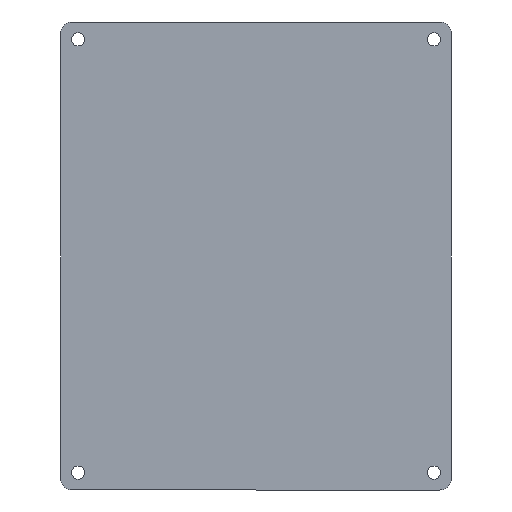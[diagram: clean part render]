
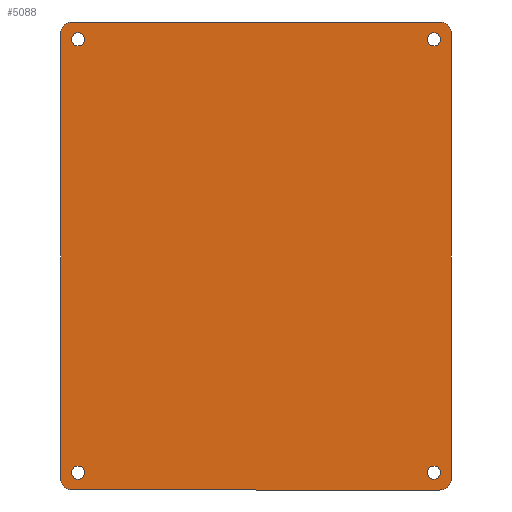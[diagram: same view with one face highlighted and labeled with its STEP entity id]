
A CAD part, top view. The second image highlights one B-rep face of the part: STEP entity #5088.
In plain terms, the highlighted planar face has unit normal (0, 0, 1).
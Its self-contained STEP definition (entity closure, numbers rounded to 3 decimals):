
#69 = CIRCLE ( 'NONE', #6822, 3. ) ;
#89 = CIRCLE ( 'NONE', #5558, 1.7 ) ;
#174 = ORIENTED_EDGE ( 'NONE', *, *, #5768, .F. ) ;
#296 = DIRECTION ( 'NONE',  ( 0., 0., 1. ) ) ;
#369 = CARTESIAN_POINT ( 'NONE',  ( 53.113, 47.34, 0. ) ) ;
#374 = VERTEX_POINT ( 'NONE', #448 ) ;
#395 = VERTEX_POINT ( 'NONE', #3720 ) ;
#410 = DIRECTION ( 'NONE',  ( 1., 0., 0. ) ) ;
#435 = VERTEX_POINT ( 'NONE', #4041 ) ;
#448 = CARTESIAN_POINT ( 'NONE',  ( 49.913, 45.84, 0. ) ) ;
#585 = ORIENTED_EDGE ( 'NONE', *, *, #5330, .F. ) ;
#818 = ORIENTED_EDGE ( 'NONE', *, *, #2449, .T. ) ;
#902 = CIRCLE ( 'NONE', #4963, 3. ) ;
#914 = CARTESIAN_POINT ( 'NONE',  ( 56.113, 47.34, 0. ) ) ;
#915 = EDGE_CURVE ( 'NONE', #395, #975, #4135, .T. ) ;
#952 = CARTESIAN_POINT ( 'NONE',  ( 0., 0., 0. ) ) ;
#975 = VERTEX_POINT ( 'NONE', #6629 ) ;
#1074 = VERTEX_POINT ( 'NONE', #3060 ) ;
#1152 = DIRECTION ( 'NONE',  ( 0., 0., 1. ) ) ;
#1191 = AXIS2_PLACEMENT_3D ( 'NONE', #4482, #3393, #4964 ) ;
#1205 = VERTEX_POINT ( 'NONE', #2653 ) ;
#1242 = CIRCLE ( 'NONE', #6472, 1.7 ) ;
#1300 = LINE ( 'NONE', #4140, #2592 ) ;
#1329 = DIRECTION ( 'NONE',  ( 0., 0., 1. ) ) ;
#1394 = DIRECTION ( 'NONE',  ( 0., 0., 1. ) ) ;
#1718 = VERTEX_POINT ( 'NONE', #2639 ) ;
#1728 = AXIS2_PLACEMENT_3D ( 'NONE', #1910, #4561, #4525 ) ;
#1748 = DIRECTION ( 'NONE',  ( 1., 0., 0. ) ) ;
#1755 = ORIENTED_EDGE ( 'NONE', *, *, #2795, .T. ) ;
#1781 = CARTESIAN_POINT ( 'NONE',  ( 53.113, 50.34, 0. ) ) ;
#1797 = CARTESIAN_POINT ( 'NONE',  ( -38.687, 45.84, 0. ) ) ;
#1862 = DIRECTION ( 'NONE',  ( 1., 0., 0. ) ) ;
#1910 = CARTESIAN_POINT ( 'NONE',  ( -41.887, 47.34, 0. ) ) ;
#1917 = CARTESIAN_POINT ( 'NONE',  ( 56.113, 50.34, 0. ) ) ;
#2027 = DIRECTION ( 'NONE',  ( 0., 0., 1. ) ) ;
#2088 = CARTESIAN_POINT ( 'NONE',  ( -44.887, 50.34, 0. ) ) ;
#2126 = AXIS2_PLACEMENT_3D ( 'NONE', #6280, #3518, #5733 ) ;
#2172 = CIRCLE ( 'NONE', #3106, 1.7 ) ;
#2236 = EDGE_LOOP ( 'NONE', ( #818, #1755, #6447, #2625, #4846, #4995, #6595, #3243 ) ) ;
#2430 = DIRECTION ( 'NONE',  ( 1., 0., 0. ) ) ;
#2449 = EDGE_CURVE ( 'NONE', #1205, #5815, #1300, .T. ) ;
#2559 = CARTESIAN_POINT ( 'NONE',  ( -44.887, 50.34, 0. ) ) ;
#2582 = DIRECTION ( 'NONE',  ( 0., 0., 1. ) ) ;
#2592 = VECTOR ( 'NONE', #2430, 1000. ) ;
#2603 = DIRECTION ( 'NONE',  ( 1., 0., 0. ) ) ;
#2625 = ORIENTED_EDGE ( 'NONE', *, *, #5632, .T. ) ;
#2629 = VERTEX_POINT ( 'NONE', #5732 ) ;
#2639 = CARTESIAN_POINT ( 'NONE',  ( -44.887, 47.34, 0. ) ) ;
#2653 = CARTESIAN_POINT ( 'NONE',  ( -41.887, -70.66, 0. ) ) ;
#2669 = EDGE_CURVE ( 'NONE', #2629, #6502, #5226, .T. ) ;
#2684 = CARTESIAN_POINT ( 'NONE',  ( 51.613, -66.16, 0. ) ) ;
#2720 = EDGE_LOOP ( 'NONE', ( #4868, #6359 ) ) ;
#2790 = CARTESIAN_POINT ( 'NONE',  ( 53.113, -70.66, 0. ) ) ;
#2795 = EDGE_CURVE ( 'NONE', #5815, #2629, #6538, .T. ) ;
#2844 = VERTEX_POINT ( 'NONE', #1797 ) ;
#3060 = CARTESIAN_POINT ( 'NONE',  ( -42.087, 45.84, 0. ) ) ;
#3106 = AXIS2_PLACEMENT_3D ( 'NONE', #3132, #296, #4153 ) ;
#3132 = CARTESIAN_POINT ( 'NONE',  ( -40.387, -66.16, 0. ) ) ;
#3141 = CARTESIAN_POINT ( 'NONE',  ( 49.913, -66.16, 0. ) ) ;
#3170 = CARTESIAN_POINT ( 'NONE',  ( 53.313, -66.16, 0. ) ) ;
#3212 = VERTEX_POINT ( 'NONE', #1781 ) ;
#3242 = CIRCLE ( 'NONE', #1728, 3. ) ;
#3243 = ORIENTED_EDGE ( 'NONE', *, *, #6247, .T. ) ;
#3300 = CARTESIAN_POINT ( 'NONE',  ( -40.387, 45.84, 0. ) ) ;
#3316 = ORIENTED_EDGE ( 'NONE', *, *, #3425, .F. ) ;
#3337 = DIRECTION ( 'NONE',  ( 1., 0., 0. ) ) ;
#3393 = DIRECTION ( 'NONE',  ( 0., 0., 1. ) ) ;
#3425 = EDGE_CURVE ( 'NONE', #374, #6833, #3986, .T. ) ;
#3431 = AXIS2_PLACEMENT_3D ( 'NONE', #7016, #2027, #2603 ) ;
#3518 = DIRECTION ( 'NONE',  ( 0., 0., 1. ) ) ;
#3615 = LINE ( 'NONE', #2559, #4283 ) ;
#3720 = CARTESIAN_POINT ( 'NONE',  ( -38.687, -66.16, 0. ) ) ;
#3794 = VERTEX_POINT ( 'NONE', #3141 ) ;
#3911 = AXIS2_PLACEMENT_3D ( 'NONE', #5018, #4469, #1748 ) ;
#3986 = CIRCLE ( 'NONE', #2126, 1.7 ) ;
#4041 = CARTESIAN_POINT ( 'NONE',  ( -44.887, -67.66, 0. ) ) ;
#4135 = CIRCLE ( 'NONE', #3431, 1.7 ) ;
#4140 = CARTESIAN_POINT ( 'NONE',  ( -44.887, -70.66, 0. ) ) ;
#4153 = DIRECTION ( 'NONE',  ( 1., 0., 0. ) ) ;
#4208 = EDGE_LOOP ( 'NONE', ( #585, #174 ) ) ;
#4283 = VECTOR ( 'NONE', #6377, 1000. ) ;
#4290 = EDGE_CURVE ( 'NONE', #2844, #1074, #89, .T. ) ;
#4302 = DIRECTION ( 'NONE',  ( -1., 0., 0. ) ) ;
#4370 = CIRCLE ( 'NONE', #6949, 1.7 ) ;
#4469 = DIRECTION ( 'NONE',  ( 0., 0., 1. ) ) ;
#4482 = CARTESIAN_POINT ( 'NONE',  ( 53.113, -67.66, 0. ) ) ;
#4525 = DIRECTION ( 'NONE',  ( 1., 0., 0. ) ) ;
#4537 = CARTESIAN_POINT ( 'NONE',  ( -40.387, 45.84, 0. ) ) ;
#4561 = DIRECTION ( 'NONE',  ( 0., 0., 1. ) ) ;
#4577 = ORIENTED_EDGE ( 'NONE', *, *, #5614, .F. ) ;
#4598 = LINE ( 'NONE', #2088, #5680 ) ;
#4613 = CIRCLE ( 'NONE', #6239, 1.7 ) ;
#4740 = FACE_OUTER_BOUND ( 'NONE', #2236, .T. ) ;
#4741 = EDGE_CURVE ( 'NONE', #6322, #1718, #3242, .T. ) ;
#4751 = DIRECTION ( 'NONE',  ( 0., 1., 0. ) ) ;
#4774 = FACE_BOUND ( 'NONE', #6424, .T. ) ;
#4791 = EDGE_CURVE ( 'NONE', #3212, #6322, #4598, .T. ) ;
#4846 = ORIENTED_EDGE ( 'NONE', *, *, #4791, .T. ) ;
#4868 = ORIENTED_EDGE ( 'NONE', *, *, #5826, .F. ) ;
#4875 = CARTESIAN_POINT ( 'NONE',  ( 51.613, -66.16, 0. ) ) ;
#4906 = DIRECTION ( 'NONE',  ( 0., 0., 1. ) ) ;
#4963 = AXIS2_PLACEMENT_3D ( 'NONE', #369, #2582, #1862 ) ;
#4964 = DIRECTION ( 'NONE',  ( 1., 0., 0. ) ) ;
#4995 = ORIENTED_EDGE ( 'NONE', *, *, #4741, .T. ) ;
#5018 = CARTESIAN_POINT ( 'NONE',  ( 51.613, 45.84, 0. ) ) ;
#5086 = EDGE_CURVE ( 'NONE', #1718, #435, #3615, .T. ) ;
#5088 = ADVANCED_FACE ( 'NONE', ( #5831, #5394, #4774, #7036, #4740 ), #5904, .T. ) ;
#5200 = CIRCLE ( 'NONE', #3911, 1.7 ) ;
#5226 = LINE ( 'NONE', #1917, #5382 ) ;
#5259 = DIRECTION ( 'NONE',  ( 1., 0., 0. ) ) ;
#5330 = EDGE_CURVE ( 'NONE', #3794, #7111, #4613, .T. ) ;
#5382 = VECTOR ( 'NONE', #4751, 1000. ) ;
#5394 = FACE_BOUND ( 'NONE', #2720, .T. ) ;
#5400 = CARTESIAN_POINT ( 'NONE',  ( -41.887, 50.34, 0. ) ) ;
#5488 = EDGE_CURVE ( 'NONE', #6833, #374, #5200, .T. ) ;
#5558 = AXIS2_PLACEMENT_3D ( 'NONE', #3300, #1152, #3337 ) ;
#5614 = EDGE_CURVE ( 'NONE', #975, #395, #2172, .T. ) ;
#5632 = EDGE_CURVE ( 'NONE', #6502, #3212, #902, .T. ) ;
#5680 = VECTOR ( 'NONE', #4302, 1000. ) ;
#5732 = CARTESIAN_POINT ( 'NONE',  ( 56.113, -67.66, 0. ) ) ;
#5733 = DIRECTION ( 'NONE',  ( 1., 0., 0. ) ) ;
#5768 = EDGE_CURVE ( 'NONE', #7111, #3794, #4370, .T. ) ;
#5815 = VERTEX_POINT ( 'NONE', #2790 ) ;
#5826 = EDGE_CURVE ( 'NONE', #1074, #2844, #1242, .T. ) ;
#5829 = ORIENTED_EDGE ( 'NONE', *, *, #5488, .F. ) ;
#5831 = FACE_BOUND ( 'NONE', #6928, .T. ) ;
#5904 = PLANE ( 'NONE',  #6729 ) ;
#6123 = ORIENTED_EDGE ( 'NONE', *, *, #915, .F. ) ;
#6210 = DIRECTION ( 'NONE',  ( 0., 0., 1. ) ) ;
#6239 = AXIS2_PLACEMENT_3D ( 'NONE', #4875, #7105, #7175 ) ;
#6247 = EDGE_CURVE ( 'NONE', #435, #1205, #69, .T. ) ;
#6253 = CARTESIAN_POINT ( 'NONE',  ( 53.313, 45.84, 0. ) ) ;
#6280 = CARTESIAN_POINT ( 'NONE',  ( 51.613, 45.84, 0. ) ) ;
#6312 = CARTESIAN_POINT ( 'NONE',  ( -41.887, -67.66, 0. ) ) ;
#6322 = VERTEX_POINT ( 'NONE', #5400 ) ;
#6359 = ORIENTED_EDGE ( 'NONE', *, *, #4290, .F. ) ;
#6377 = DIRECTION ( 'NONE',  ( 0., -1., 0. ) ) ;
#6424 = EDGE_LOOP ( 'NONE', ( #4577, #6123 ) ) ;
#6447 = ORIENTED_EDGE ( 'NONE', *, *, #2669, .T. ) ;
#6472 = AXIS2_PLACEMENT_3D ( 'NONE', #4537, #6210, #6727 ) ;
#6502 = VERTEX_POINT ( 'NONE', #914 ) ;
#6538 = CIRCLE ( 'NONE', #1191, 3. ) ;
#6595 = ORIENTED_EDGE ( 'NONE', *, *, #5086, .T. ) ;
#6629 = CARTESIAN_POINT ( 'NONE',  ( -42.087, -66.16, 0. ) ) ;
#6727 = DIRECTION ( 'NONE',  ( 1., 0., 0. ) ) ;
#6729 = AXIS2_PLACEMENT_3D ( 'NONE', #952, #1394, #410 ) ;
#6822 = AXIS2_PLACEMENT_3D ( 'NONE', #6312, #1329, #5259 ) ;
#6833 = VERTEX_POINT ( 'NONE', #6253 ) ;
#6928 = EDGE_LOOP ( 'NONE', ( #3316, #5829 ) ) ;
#6949 = AXIS2_PLACEMENT_3D ( 'NONE', #2684, #4906, #7134 ) ;
#7016 = CARTESIAN_POINT ( 'NONE',  ( -40.387, -66.16, 0. ) ) ;
#7036 = FACE_BOUND ( 'NONE', #4208, .T. ) ;
#7105 = DIRECTION ( 'NONE',  ( 0., 0., 1. ) ) ;
#7111 = VERTEX_POINT ( 'NONE', #3170 ) ;
#7134 = DIRECTION ( 'NONE',  ( 1., 0., 0. ) ) ;
#7175 = DIRECTION ( 'NONE',  ( 1., 0., 0. ) ) ;
